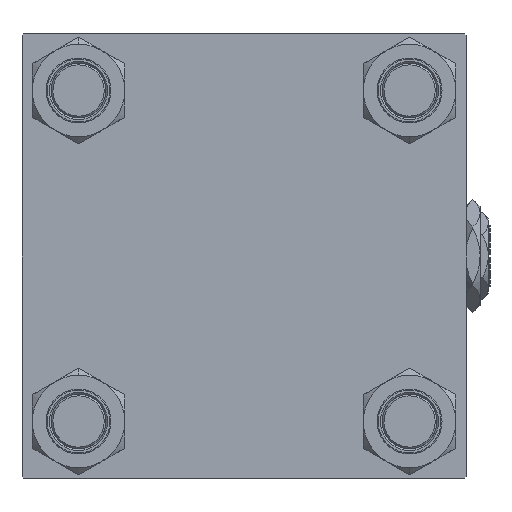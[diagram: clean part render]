
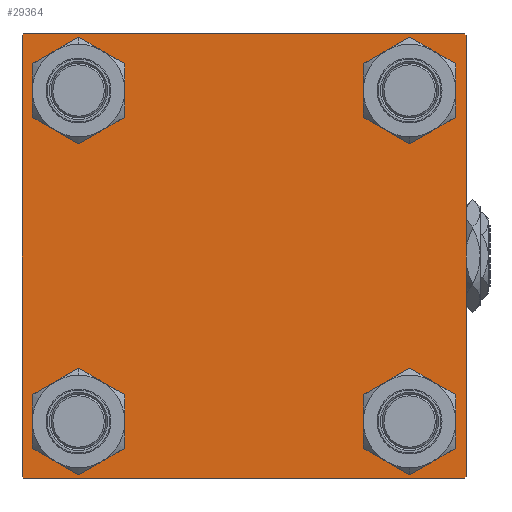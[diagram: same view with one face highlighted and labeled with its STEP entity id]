
A CAD part, left-side view. The second image highlights one B-rep face of the part: STEP entity #29364.
In plain terms, the highlighted planar face has unit normal (-1, 0, 0).
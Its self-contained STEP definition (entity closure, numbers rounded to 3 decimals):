
#27 = ORIENTED_EDGE ( 'NONE', *, *, #25319, .T. ) ;
#103 = CARTESIAN_POINT ( 'NONE',  ( 0., -65., -64.5 ) ) ;
#179 = CARTESIAN_POINT ( 'NONE',  ( 0., 64.5, 65. ) ) ;
#277 = EDGE_LOOP ( 'NONE', ( #21574, #6858 ) ) ;
#1157 = LINE ( 'NONE', #40766, #52146 ) ;
#1771 = DIRECTION ( 'NONE',  ( 1., 0., 0. ) ) ;
#1776 = ORIENTED_EDGE ( 'NONE', *, *, #43836, .T. ) ;
#2202 = EDGE_CURVE ( 'NONE', #26592, #19611, #36500, .T. ) ;
#2343 = CARTESIAN_POINT ( 'NONE',  ( 0., 64.5, -65. ) ) ;
#2669 = VERTEX_POINT ( 'NONE', #47644 ) ;
#3089 = AXIS2_PLACEMENT_3D ( 'NONE', #52352, #15662, #40547 ) ;
#3773 = ORIENTED_EDGE ( 'NONE', *, *, #38888, .T. ) ;
#4228 = CIRCLE ( 'NONE', #33300, 8.5 ) ;
#4237 = CARTESIAN_POINT ( 'NONE',  ( 0., 65., -64.5 ) ) ;
#4731 = CARTESIAN_POINT ( 'NONE',  ( 0., -48.45, -56.95 ) ) ;
#4780 = DIRECTION ( 'NONE',  ( 1., 0., 0. ) ) ;
#5346 = CIRCLE ( 'NONE', #17303, 8.5 ) ;
#5356 = CARTESIAN_POINT ( 'NONE',  ( 0., -65., 64.5 ) ) ;
#5940 = EDGE_CURVE ( 'NONE', #32205, #17183, #35151, .T. ) ;
#6094 = ORIENTED_EDGE ( 'NONE', *, *, #2202, .F. ) ;
#6413 = CARTESIAN_POINT ( 'NONE',  ( 0., -48.45, 48.45 ) ) ;
#6630 = DIRECTION ( 'NONE',  ( 0., -1., 0. ) ) ;
#6858 = ORIENTED_EDGE ( 'NONE', *, *, #12351, .T. ) ;
#7356 = EDGE_LOOP ( 'NONE', ( #3773, #13807 ) ) ;
#7620 = FACE_BOUND ( 'NONE', #17247, .T. ) ;
#7891 = ORIENTED_EDGE ( 'NONE', *, *, #17600, .T. ) ;
#8179 = VERTEX_POINT ( 'NONE', #52940 ) ;
#9432 = CARTESIAN_POINT ( 'NONE',  ( 0., 48.45, -48.45 ) ) ;
#9909 = VERTEX_POINT ( 'NONE', #179 ) ;
#10847 = VERTEX_POINT ( 'NONE', #4731 ) ;
#11142 = ORIENTED_EDGE ( 'NONE', *, *, #48335, .F. ) ;
#11197 = AXIS2_PLACEMENT_3D ( 'NONE', #21381, #26190, #42510 ) ;
#11312 = VECTOR ( 'NONE', #44164, 1000. ) ;
#11404 = CARTESIAN_POINT ( 'NONE',  ( 0., -64.75, -64.75 ) ) ;
#11442 = CARTESIAN_POINT ( 'NONE',  ( 0., 65., -65. ) ) ;
#11519 = CARTESIAN_POINT ( 'NONE',  ( 0., 64.75, 64.75 ) ) ;
#12320 = VECTOR ( 'NONE', #18627, 1000. ) ;
#12351 = EDGE_CURVE ( 'NONE', #2669, #46179, #5346, .T. ) ;
#13313 = CARTESIAN_POINT ( 'NONE',  ( 0., -48.45, 39.95 ) ) ;
#13642 = EDGE_CURVE ( 'NONE', #40627, #20990, #49824, .T. ) ;
#13807 = ORIENTED_EDGE ( 'NONE', *, *, #50953, .T. ) ;
#14237 = DIRECTION ( 'NONE',  ( 1., 0., 0. ) ) ;
#14989 = LINE ( 'NONE', #15259, #11312 ) ;
#15259 = CARTESIAN_POINT ( 'NONE',  ( 0., 65., 65. ) ) ;
#15662 = DIRECTION ( 'NONE',  ( -1., 0., 0. ) ) ;
#16132 = EDGE_CURVE ( 'NONE', #20990, #40627, #28580, .T. ) ;
#16320 = ORIENTED_EDGE ( 'NONE', *, *, #29875, .T. ) ;
#16660 = DIRECTION ( 'NONE',  ( 0., 0., 1. ) ) ;
#16762 = EDGE_CURVE ( 'NONE', #8179, #19611, #38976, .T. ) ;
#17183 = VERTEX_POINT ( 'NONE', #49441 ) ;
#17247 = EDGE_LOOP ( 'NONE', ( #33726, #41345 ) ) ;
#17303 = AXIS2_PLACEMENT_3D ( 'NONE', #42755, #30724, #34206 ) ;
#17600 = EDGE_CURVE ( 'NONE', #9909, #29967, #41201, .T. ) ;
#17979 = VERTEX_POINT ( 'NONE', #34161 ) ;
#18072 = DIRECTION ( 'NONE',  ( 0., 0., 1. ) ) ;
#18627 = DIRECTION ( 'NONE',  ( 0., -0.707, 0.707 ) ) ;
#19208 = VECTOR ( 'NONE', #27850, 1000. ) ;
#19412 = FACE_BOUND ( 'NONE', #277, .T. ) ;
#19509 = DIRECTION ( 'NONE',  ( 0., 0., 1. ) ) ;
#19611 = VERTEX_POINT ( 'NONE', #103 ) ;
#19612 = CARTESIAN_POINT ( 'NONE',  ( 0., 48.45, -39.95 ) ) ;
#19673 = FACE_BOUND ( 'NONE', #23577, .T. ) ;
#20211 = AXIS2_PLACEMENT_3D ( 'NONE', #6413, #22744, #19509 ) ;
#20990 = VERTEX_POINT ( 'NONE', #21943 ) ;
#21343 = ORIENTED_EDGE ( 'NONE', *, *, #39606, .T. ) ;
#21381 = CARTESIAN_POINT ( 'NONE',  ( 0., -48.45, 48.45 ) ) ;
#21574 = ORIENTED_EDGE ( 'NONE', *, *, #41554, .T. ) ;
#21750 = DIRECTION ( 'NONE',  ( 0., 0., 1. ) ) ;
#21943 = CARTESIAN_POINT ( 'NONE',  ( 0., 48.45, -56.95 ) ) ;
#22696 = LINE ( 'NONE', #11442, #36563 ) ;
#22744 = DIRECTION ( 'NONE',  ( 1., 0., 0. ) ) ;
#23577 = EDGE_LOOP ( 'NONE', ( #27544, #33505 ) ) ;
#24845 = DIRECTION ( 'NONE',  ( 0., 0., 1. ) ) ;
#25319 = EDGE_CURVE ( 'NONE', #39010, #8179, #22696, .T. ) ;
#25389 = ORIENTED_EDGE ( 'NONE', *, *, #16762, .T. ) ;
#25747 = EDGE_LOOP ( 'NONE', ( #1776, #16320, #27, #25389, #6094, #21343, #11142, #7891 ) ) ;
#26190 = DIRECTION ( 'NONE',  ( 1., 0., 0. ) ) ;
#26592 = VERTEX_POINT ( 'NONE', #5356 ) ;
#26762 = CARTESIAN_POINT ( 'NONE',  ( 0., 48.45, 56.95 ) ) ;
#26797 = CARTESIAN_POINT ( 'NONE',  ( 0., 64.75, -64.75 ) ) ;
#27198 = CARTESIAN_POINT ( 'NONE',  ( 0., 48.45, 48.45 ) ) ;
#27544 = ORIENTED_EDGE ( 'NONE', *, *, #13642, .T. ) ;
#27850 = DIRECTION ( 'NONE',  ( 0., 0.707, -0.707 ) ) ;
#28474 = DIRECTION ( 'NONE',  ( 0., 0.707, 0.707 ) ) ;
#28580 = CIRCLE ( 'NONE', #34533, 8.5 ) ;
#29090 = CARTESIAN_POINT ( 'NONE',  ( 0., -48.45, -48.45 ) ) ;
#29364 = ADVANCED_FACE ( 'NONE', ( #7620, #45097, #19673, #19412, #48067 ), #36015, .T. ) ;
#29875 = EDGE_CURVE ( 'NONE', #37068, #39010, #30547, .T. ) ;
#29883 = AXIS2_PLACEMENT_3D ( 'NONE', #37681, #4780, #24845 ) ;
#29967 = VERTEX_POINT ( 'NONE', #51699 ) ;
#30547 = LINE ( 'NONE', #26797, #46669 ) ;
#30681 = LINE ( 'NONE', #31216, #31658 ) ;
#30724 = DIRECTION ( 'NONE',  ( 1., 0., 0. ) ) ;
#31069 = AXIS2_PLACEMENT_3D ( 'NONE', #29090, #14237, #38609 ) ;
#31216 = CARTESIAN_POINT ( 'NONE',  ( 0., 65., 65. ) ) ;
#31658 = VECTOR ( 'NONE', #47011, 1000. ) ;
#31984 = EDGE_CURVE ( 'NONE', #17183, #32205, #43334, .T. ) ;
#32205 = VERTEX_POINT ( 'NONE', #13313 ) ;
#32757 = DIRECTION ( 'NONE',  ( 0., 0., -1. ) ) ;
#33300 = AXIS2_PLACEMENT_3D ( 'NONE', #27198, #52364, #16660 ) ;
#33505 = ORIENTED_EDGE ( 'NONE', *, *, #16132, .T. ) ;
#33726 = ORIENTED_EDGE ( 'NONE', *, *, #31984, .T. ) ;
#34161 = CARTESIAN_POINT ( 'NONE',  ( 0., -48.45, -39.95 ) ) ;
#34206 = DIRECTION ( 'NONE',  ( 0., 0., 1. ) ) ;
#34533 = AXIS2_PLACEMENT_3D ( 'NONE', #9432, #41832, #21750 ) ;
#35151 = CIRCLE ( 'NONE', #11197, 8.5 ) ;
#36015 = PLANE ( 'NONE',  #3089 ) ;
#36500 = LINE ( 'NONE', #52838, #40988 ) ;
#36563 = VECTOR ( 'NONE', #6630, 1000. ) ;
#37068 = VERTEX_POINT ( 'NONE', #4237 ) ;
#37681 = CARTESIAN_POINT ( 'NONE',  ( 0., -48.45, -48.45 ) ) ;
#38609 = DIRECTION ( 'NONE',  ( 0., 0., 1. ) ) ;
#38888 = EDGE_CURVE ( 'NONE', #17979, #10847, #44817, .T. ) ;
#38976 = LINE ( 'NONE', #11404, #12320 ) ;
#39010 = VERTEX_POINT ( 'NONE', #2343 ) ;
#39606 = EDGE_CURVE ( 'NONE', #26592, #50606, #1157, .T. ) ;
#40547 = DIRECTION ( 'NONE',  ( 0., 0., 1. ) ) ;
#40627 = VERTEX_POINT ( 'NONE', #19612 ) ;
#40766 = CARTESIAN_POINT ( 'NONE',  ( 0., -64.75, 64.75 ) ) ;
#40988 = VECTOR ( 'NONE', #32757, 1000. ) ;
#41201 = LINE ( 'NONE', #11519, #19208 ) ;
#41345 = ORIENTED_EDGE ( 'NONE', *, *, #5940, .T. ) ;
#41554 = EDGE_CURVE ( 'NONE', #46179, #2669, #4228, .T. ) ;
#41832 = DIRECTION ( 'NONE',  ( 1., 0., 0. ) ) ;
#42436 = CARTESIAN_POINT ( 'NONE',  ( 0., 48.45, -48.45 ) ) ;
#42510 = DIRECTION ( 'NONE',  ( 0., 0., 1. ) ) ;
#42755 = CARTESIAN_POINT ( 'NONE',  ( 0., 48.45, 48.45 ) ) ;
#42840 = DIRECTION ( 'NONE',  ( 0., -0.707, -0.707 ) ) ;
#43334 = CIRCLE ( 'NONE', #20211, 8.5 ) ;
#43836 = EDGE_CURVE ( 'NONE', #29967, #37068, #30681, .T. ) ;
#44164 = DIRECTION ( 'NONE',  ( 0., -1., 0. ) ) ;
#44817 = CIRCLE ( 'NONE', #29883, 8.5 ) ;
#44935 = CARTESIAN_POINT ( 'NONE',  ( 0., -64.5, 65. ) ) ;
#45097 = FACE_BOUND ( 'NONE', #7356, .T. ) ;
#46179 = VERTEX_POINT ( 'NONE', #26762 ) ;
#46669 = VECTOR ( 'NONE', #42840, 1000. ) ;
#47011 = DIRECTION ( 'NONE',  ( 0., 0., -1. ) ) ;
#47304 = AXIS2_PLACEMENT_3D ( 'NONE', #42436, #1771, #18072 ) ;
#47644 = CARTESIAN_POINT ( 'NONE',  ( 0., 48.45, 39.95 ) ) ;
#48067 = FACE_OUTER_BOUND ( 'NONE', #25747, .T. ) ;
#48335 = EDGE_CURVE ( 'NONE', #9909, #50606, #14989, .T. ) ;
#49033 = CIRCLE ( 'NONE', #31069, 8.5 ) ;
#49441 = CARTESIAN_POINT ( 'NONE',  ( 0., -48.45, 56.95 ) ) ;
#49824 = CIRCLE ( 'NONE', #47304, 8.5 ) ;
#50606 = VERTEX_POINT ( 'NONE', #44935 ) ;
#50953 = EDGE_CURVE ( 'NONE', #10847, #17979, #49033, .T. ) ;
#51699 = CARTESIAN_POINT ( 'NONE',  ( 0., 65., 64.5 ) ) ;
#52146 = VECTOR ( 'NONE', #28474, 1000. ) ;
#52352 = CARTESIAN_POINT ( 'NONE',  ( 0., 0., 0. ) ) ;
#52364 = DIRECTION ( 'NONE',  ( 1., 0., 0. ) ) ;
#52838 = CARTESIAN_POINT ( 'NONE',  ( 0., -65., 65. ) ) ;
#52940 = CARTESIAN_POINT ( 'NONE',  ( 0., -64.5, -65. ) ) ;
